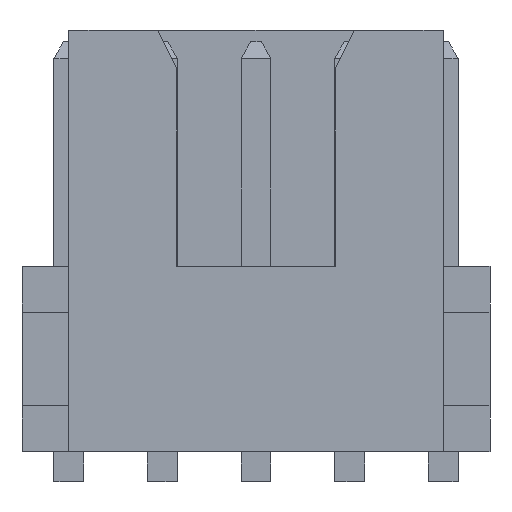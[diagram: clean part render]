
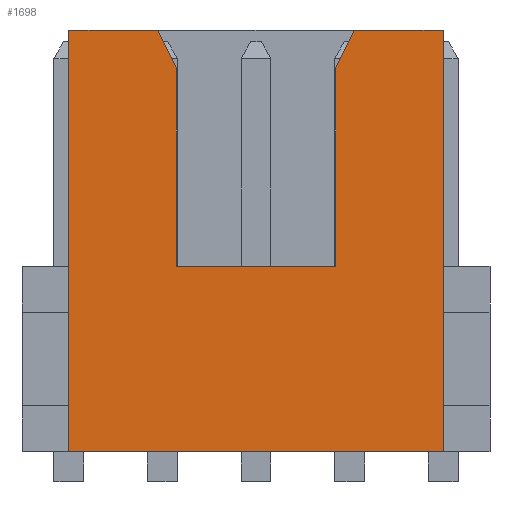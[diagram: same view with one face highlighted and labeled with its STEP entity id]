
A CAD part, front view. The second image highlights one B-rep face of the part: STEP entity #1698.
In plain terms, the highlighted planar face has unit normal (0, -1, 0).
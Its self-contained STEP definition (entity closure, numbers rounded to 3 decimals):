
#102 = DIRECTION ( 'NONE',  ( 1., 0., 0. ) ) ;
#242 = DIRECTION ( 'NONE',  ( 0., -1., 0. ) ) ;
#360 = LINE ( 'NONE', #2481, #7904 ) ;
#509 = VECTOR ( 'NONE', #11898, 1000. ) ;
#703 = VERTEX_POINT ( 'NONE', #6656 ) ;
#720 = EDGE_CURVE ( 'NONE', #2830, #12286, #10164, .T. ) ;
#811 = CARTESIAN_POINT ( 'NONE',  ( 2.54, -2.54, 5.715 ) ) ;
#840 = DIRECTION ( 'NONE',  ( -1., 0., 0. ) ) ;
#987 = AXIS2_PLACEMENT_3D ( 'NONE', #6993, #242, #102 ) ;
#1070 = EDGE_CURVE ( 'NONE', #7536, #4495, #3970, .T. ) ;
#1698 = ADVANCED_FACE ( 'NONE', ( #4479 ), #3271, .T. ) ;
#1735 = CARTESIAN_POINT ( 'NONE',  ( 1.334, -2.54, 5.715 ) ) ;
#2033 = EDGE_CURVE ( 'NONE', #6233, #12365, #5893, .T. ) ;
#2081 = DIRECTION ( 'NONE',  ( -0.447, 0., 0.894 ) ) ;
#2248 = EDGE_LOOP ( 'NONE', ( #7468, #8951, #7797, #6209, #2318, #13453, #6618, #13081, #6996, #8068 ) ) ;
#2311 = DIRECTION ( 'NONE',  ( 0., 0., -1. ) ) ;
#2318 = ORIENTED_EDGE ( 'NONE', *, *, #1070, .F. ) ;
#2481 = CARTESIAN_POINT ( 'NONE',  ( 2.54, -2.54, 0.127 ) ) ;
#2830 = VERTEX_POINT ( 'NONE', #13143 ) ;
#3176 = EDGE_CURVE ( 'NONE', #14901, #11504, #8692, .T. ) ;
#3178 = LINE ( 'NONE', #13276, #11883 ) ;
#3271 = PLANE ( 'NONE',  #987 ) ;
#3320 = CARTESIAN_POINT ( 'NONE',  ( -0.66, -2.54, 1.727 ) ) ;
#3603 = CARTESIAN_POINT ( 'NONE',  ( 2.54, -2.54, 2.515 ) ) ;
#3970 = LINE ( 'NONE', #6250, #509 ) ;
#4094 = DIRECTION ( 'NONE',  ( -1., 0., 0. ) ) ;
#4101 = CARTESIAN_POINT ( 'NONE',  ( -2.54, -2.54, 5.715 ) ) ;
#4161 = EDGE_CURVE ( 'NONE', #12286, #14901, #9016, .T. ) ;
#4165 = EDGE_CURVE ( 'NONE', #12365, #703, #5740, .T. ) ;
#4432 = CARTESIAN_POINT ( 'NONE',  ( -2.54, -2.54, 0.127 ) ) ;
#4479 = FACE_OUTER_BOUND ( 'NONE', #2248, .T. ) ;
#4495 = VERTEX_POINT ( 'NONE', #14023 ) ;
#5426 = VECTOR ( 'NONE', #12768, 1000. ) ;
#5508 = EDGE_CURVE ( 'NONE', #14664, #4495, #10202, .T. ) ;
#5740 = LINE ( 'NONE', #3320, #10121 ) ;
#5862 = CARTESIAN_POINT ( 'NONE',  ( 2.54, -2.54, 0. ) ) ;
#5893 = LINE ( 'NONE', #8260, #5426 ) ;
#6209 = ORIENTED_EDGE ( 'NONE', *, *, #5508, .T. ) ;
#6233 = VERTEX_POINT ( 'NONE', #811 ) ;
#6250 = CARTESIAN_POINT ( 'NONE',  ( 2.54, -2.54, 0. ) ) ;
#6618 = ORIENTED_EDGE ( 'NONE', *, *, #2033, .T. ) ;
#6656 = CARTESIAN_POINT ( 'NONE',  ( 1.079, -2.54, 5.207 ) ) ;
#6988 = DIRECTION ( 'NONE',  ( 0., 0., -1. ) ) ;
#6993 = CARTESIAN_POINT ( 'NONE',  ( 2.54, -2.54, 0.127 ) ) ;
#6996 = ORIENTED_EDGE ( 'NONE', *, *, #13395, .T. ) ;
#7468 = ORIENTED_EDGE ( 'NONE', *, *, #4161, .T. ) ;
#7536 = VERTEX_POINT ( 'NONE', #5862 ) ;
#7797 = ORIENTED_EDGE ( 'NONE', *, *, #10780, .T. ) ;
#7904 = VECTOR ( 'NONE', #11852, 1000. ) ;
#8068 = ORIENTED_EDGE ( 'NONE', *, *, #720, .T. ) ;
#8112 = CARTESIAN_POINT ( 'NONE',  ( 1.079, -2.54, 0.127 ) ) ;
#8260 = CARTESIAN_POINT ( 'NONE',  ( 2.54, -2.54, 5.715 ) ) ;
#8692 = LINE ( 'NONE', #12422, #10487 ) ;
#8700 = VECTOR ( 'NONE', #840, 1000. ) ;
#8834 = CARTESIAN_POINT ( 'NONE',  ( -1.079, -2.54, 5.207 ) ) ;
#8922 = VECTOR ( 'NONE', #13568, 1000. ) ;
#8951 = ORIENTED_EDGE ( 'NONE', *, *, #3176, .T. ) ;
#9016 = LINE ( 'NONE', #11472, #8922 ) ;
#9044 = LINE ( 'NONE', #8112, #12738 ) ;
#10121 = VECTOR ( 'NONE', #12678, 1000. ) ;
#10164 = LINE ( 'NONE', #3603, #8700 ) ;
#10202 = LINE ( 'NONE', #4432, #10797 ) ;
#10487 = VECTOR ( 'NONE', #2081, 1000. ) ;
#10780 = EDGE_CURVE ( 'NONE', #11504, #14664, #3178, .T. ) ;
#10797 = VECTOR ( 'NONE', #2311, 1000. ) ;
#11142 = CARTESIAN_POINT ( 'NONE',  ( -1.334, -2.54, 5.715 ) ) ;
#11472 = CARTESIAN_POINT ( 'NONE',  ( -1.079, -2.54, 0.127 ) ) ;
#11504 = VERTEX_POINT ( 'NONE', #11142 ) ;
#11852 = DIRECTION ( 'NONE',  ( 0., 0., -1. ) ) ;
#11883 = VECTOR ( 'NONE', #4094, 1000. ) ;
#11898 = DIRECTION ( 'NONE',  ( -1., 0., 0. ) ) ;
#12286 = VERTEX_POINT ( 'NONE', #13628 ) ;
#12365 = VERTEX_POINT ( 'NONE', #1735 ) ;
#12422 = CARTESIAN_POINT ( 'NONE',  ( 1.676, -2.54, -0.305 ) ) ;
#12678 = DIRECTION ( 'NONE',  ( -0.447, 0., -0.894 ) ) ;
#12738 = VECTOR ( 'NONE', #6988, 1000. ) ;
#12768 = DIRECTION ( 'NONE',  ( -1., 0., 0. ) ) ;
#12924 = EDGE_CURVE ( 'NONE', #6233, #7536, #360, .T. ) ;
#13081 = ORIENTED_EDGE ( 'NONE', *, *, #4165, .T. ) ;
#13143 = CARTESIAN_POINT ( 'NONE',  ( 1.079, -2.54, 2.515 ) ) ;
#13276 = CARTESIAN_POINT ( 'NONE',  ( 2.54, -2.54, 5.715 ) ) ;
#13395 = EDGE_CURVE ( 'NONE', #703, #2830, #9044, .T. ) ;
#13453 = ORIENTED_EDGE ( 'NONE', *, *, #12924, .F. ) ;
#13568 = DIRECTION ( 'NONE',  ( 0., 0., 1. ) ) ;
#13628 = CARTESIAN_POINT ( 'NONE',  ( -1.079, -2.54, 2.515 ) ) ;
#14023 = CARTESIAN_POINT ( 'NONE',  ( -2.54, -2.54, 0. ) ) ;
#14664 = VERTEX_POINT ( 'NONE', #4101 ) ;
#14901 = VERTEX_POINT ( 'NONE', #8834 ) ;
